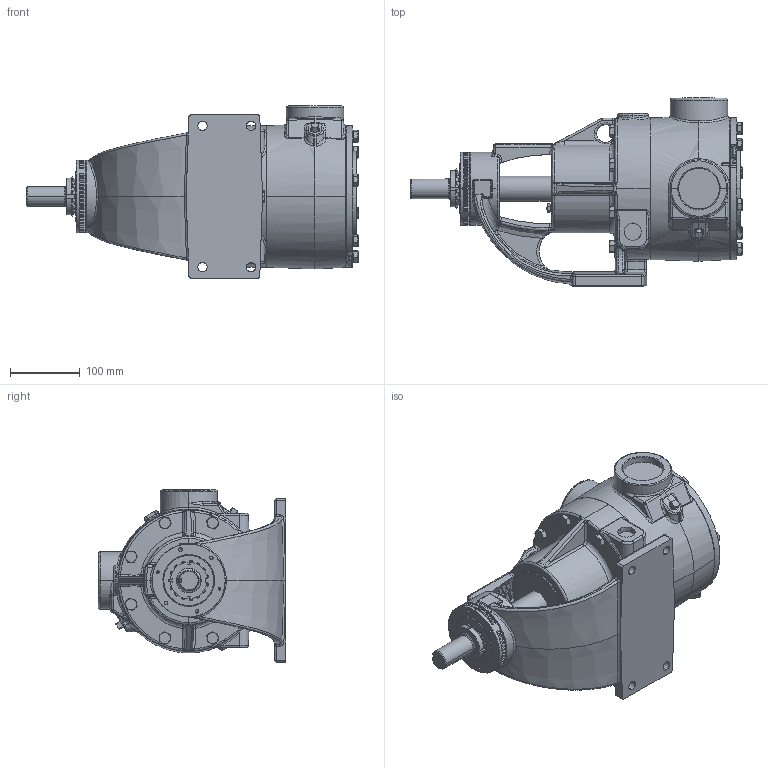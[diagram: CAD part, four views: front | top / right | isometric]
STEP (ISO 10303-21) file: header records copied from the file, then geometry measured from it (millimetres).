
FILE_DESCRIPTION (( 'STEP AP214' ), '1' );
FILE_NAME ('K724.STEP', '2016-08-26T15:27:51', ( '' ), ( '' ), 'SwSTEP 2.0', 'SolidWorks 2015', '' );
FILE_SCHEMA (( 'AUTOMOTIVE_DESIGN' ));
Length unit declared in the file: inch
Products named in the file (1): K724
Bounding box: 477.42 x 270.13 x 247.9 mm (x, y, z)
Volume: 9003003.5 mm3; surface area: 457738.6 mm2
Topology: 1 solids, 1 shells, 1744 faces, 4371 edges, 2639 vertices
Faces by surface type: bspline 555, plane 485, cylinder 414, cone 290
Entity records: 153174 total; most frequent: CARTESIAN_POINT 95928, ORIENTED_EDGE 8660, DIRECTION 4844, EDGE_CURVE 4330, VERTEX_POINT 2639, B_SPLINE_CURVE_WITH_KNOTS 2396, EDGE_LOOP 1821, AXIS2_PLACEMENT_3D 1784
